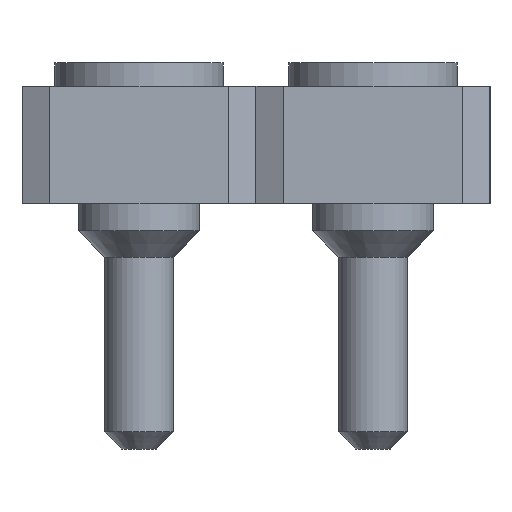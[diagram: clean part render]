
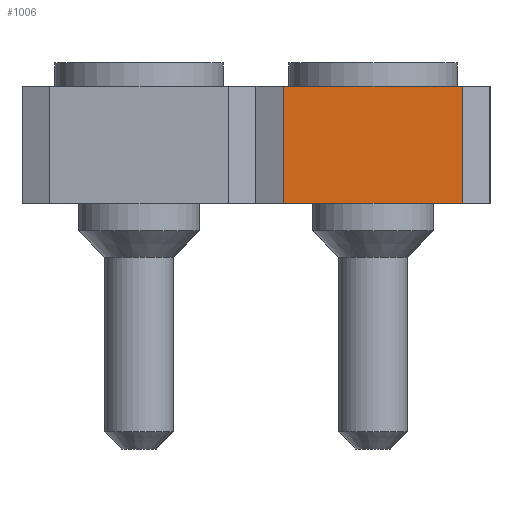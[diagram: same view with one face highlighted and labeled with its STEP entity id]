
A CAD part, left-side view. The second image highlights one B-rep face of the part: STEP entity #1006.
In plain terms, the highlighted planar face has unit normal (-1, 0, 0).
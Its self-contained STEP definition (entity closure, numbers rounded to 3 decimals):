
#1006=ADVANCED_FACE('',(#2342),#2344,.T.);
#2342=FACE_BOUND('',#2343,.T.);
#2343=EDGE_LOOP('',(#3535,#3536,#3537,#3538));
#2344=PLANE('',#2345);
#2345=AXIS2_PLACEMENT_3D('',#2346,#2347,#2348);
#2346=CARTESIAN_POINT('',(-1.385,0.97,0.59));
#2347=DIRECTION('',(-1.,0.,0.));
#2348=DIRECTION('',(0.,-1.,0.));
#3535=ORIENTED_EDGE('',*,*,#3899,.T.);
#3536=ORIENTED_EDGE('',*,*,#4152,.T.);
#3537=ORIENTED_EDGE('',*,*,#4009,.F.);
#3538=ORIENTED_EDGE('',*,*,#4153,.F.);
#3899=EDGE_CURVE('',#4341,#4339,#4342,.T.);
#4009=EDGE_CURVE('',#4557,#4559,#4560,.T.);
#4152=EDGE_CURVE('',#4339,#4559,#4795,.T.);
#4153=EDGE_CURVE('',#4341,#4557,#4796,.T.);
#4339=VERTEX_POINT('',#5119);
#4341=VERTEX_POINT('',#5123);
#4342=LINE('',#5124,#5125);
#4557=VERTEX_POINT('',#5597);
#4559=VERTEX_POINT('',#5601);
#4560=LINE('',#5602,#5603);
#4795=LINE('',#6159,#6160);
#4796=LINE('',#6162,#6163);
#5119=CARTESIAN_POINT('',(-1.385,-0.97,0.59));
#5123=CARTESIAN_POINT('',(-1.385,0.97,0.59));
#5124=CARTESIAN_POINT('',(-1.385,0.97,0.59));
#5125=VECTOR('',#5126,1.);
#5126=DIRECTION('',(0.,-1.,0.));
#5597=CARTESIAN_POINT('',(-1.385,0.97,1.86));
#5601=CARTESIAN_POINT('',(-1.385,-0.97,1.86));
#5602=CARTESIAN_POINT('',(-1.385,0.97,1.86));
#5603=VECTOR('',#5604,1.);
#5604=DIRECTION('',(0.,-1.,0.));
#6159=CARTESIAN_POINT('',(-1.385,-0.97,0.59));
#6160=VECTOR('',#6161,1.);
#6161=DIRECTION('',(0.,0.,1.));
#6162=CARTESIAN_POINT('',(-1.385,0.97,0.59));
#6163=VECTOR('',#6164,1.);
#6164=DIRECTION('',(0.,0.,1.));
